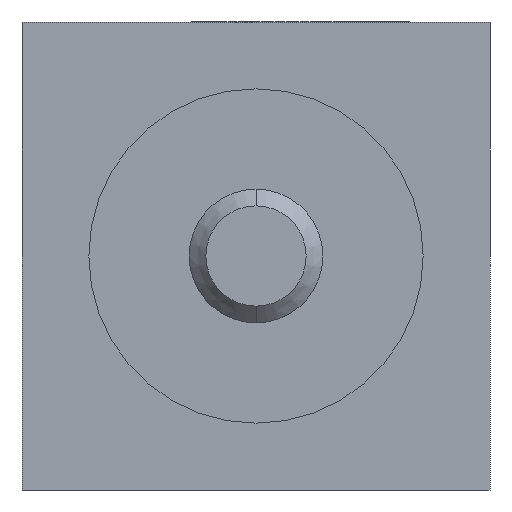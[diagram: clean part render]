
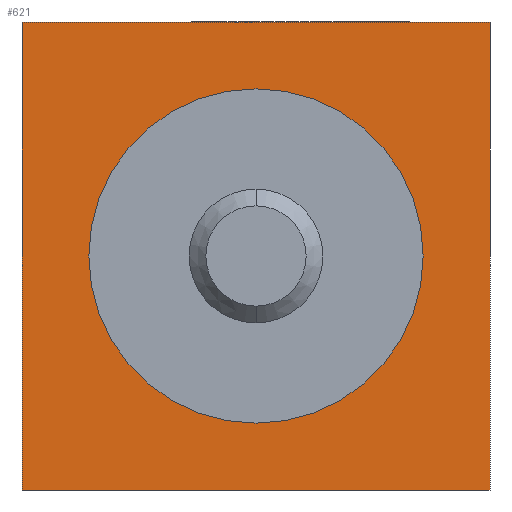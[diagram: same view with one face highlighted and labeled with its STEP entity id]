
A CAD part, front view. The second image highlights one B-rep face of the part: STEP entity #621.
In plain terms, the highlighted planar face has unit normal (0, -1, 0).
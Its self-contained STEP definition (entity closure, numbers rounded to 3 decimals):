
#31 = VERTEX_POINT ( 'NONE', #44 ) ;
#35 = DIRECTION ( 'NONE',  ( 0., -1., 0. ) ) ;
#44 = CARTESIAN_POINT ( 'NONE',  ( 7., 0., 7. ) ) ;
#56 = CARTESIAN_POINT ( 'NONE',  ( 7., 0., -7. ) ) ;
#61 = LINE ( 'NONE', #920, #479 ) ;
#78 = DIRECTION ( 'NONE',  ( 0., -1., 0. ) ) ;
#85 = ORIENTED_EDGE ( 'NONE', *, *, #387, .F. ) ;
#91 = VECTOR ( 'NONE', #1098, 1000. ) ;
#124 = DIRECTION ( 'NONE',  ( 0., 0., -1. ) ) ;
#134 = CIRCLE ( 'NONE', #708, 5. ) ;
#148 = ORIENTED_EDGE ( 'NONE', *, *, #496, .F. ) ;
#169 = DIRECTION ( 'NONE',  ( 0., 0., -1. ) ) ;
#177 = CARTESIAN_POINT ( 'NONE',  ( -7., 0., 7. ) ) ;
#213 = FACE_OUTER_BOUND ( 'NONE', #586, .T. ) ;
#223 = VERTEX_POINT ( 'NONE', #1156 ) ;
#235 = VERTEX_POINT ( 'NONE', #56 ) ;
#257 = CARTESIAN_POINT ( 'NONE',  ( -7., 0., 7. ) ) ;
#261 = CARTESIAN_POINT ( 'NONE',  ( -7., 0., 7. ) ) ;
#313 = VECTOR ( 'NONE', #124, 1000. ) ;
#345 = DIRECTION ( 'NONE',  ( 0., -1., 0. ) ) ;
#376 = EDGE_LOOP ( 'NONE', ( #148, #1102 ) ) ;
#379 = CARTESIAN_POINT ( 'NONE',  ( -7., 0., -7. ) ) ;
#386 = DIRECTION ( 'NONE',  ( 0., 0., -1. ) ) ;
#387 = EDGE_CURVE ( 'NONE', #235, #905, #61, .T. ) ;
#414 = LINE ( 'NONE', #177, #91 ) ;
#455 = CARTESIAN_POINT ( 'NONE',  ( -7., 0., -7. ) ) ;
#479 = VECTOR ( 'NONE', #1111, 1000. ) ;
#496 = EDGE_CURVE ( 'NONE', #223, #977, #1120, .T. ) ;
#564 = CARTESIAN_POINT ( 'NONE',  ( 7., 0., 7. ) ) ;
#569 = EDGE_CURVE ( 'NONE', #697, #31, #414, .T. ) ;
#586 = EDGE_LOOP ( 'NONE', ( #1196, #85, #728, #765 ) ) ;
#621 = ADVANCED_FACE ( 'NONE', ( #213, #1117 ), #633, .T. ) ;
#625 = DIRECTION ( 'NONE',  ( 0., 0., -1. ) ) ;
#633 = PLANE ( 'NONE',  #740 ) ;
#697 = VERTEX_POINT ( 'NONE', #257 ) ;
#708 = AXIS2_PLACEMENT_3D ( 'NONE', #898, #345, #625 ) ;
#728 = ORIENTED_EDGE ( 'NONE', *, *, #1025, .F. ) ;
#740 = AXIS2_PLACEMENT_3D ( 'NONE', #455, #78, #169 ) ;
#754 = CARTESIAN_POINT ( 'NONE',  ( 0., 0., 0. ) ) ;
#765 = ORIENTED_EDGE ( 'NONE', *, *, #569, .F. ) ;
#786 = EDGE_CURVE ( 'NONE', #905, #697, #961, .T. ) ;
#809 = LINE ( 'NONE', #564, #313 ) ;
#822 = DIRECTION ( 'NONE',  ( 0., 0., 1. ) ) ;
#898 = CARTESIAN_POINT ( 'NONE',  ( 0., 0., 0. ) ) ;
#905 = VERTEX_POINT ( 'NONE', #379 ) ;
#920 = CARTESIAN_POINT ( 'NONE',  ( -7., 0., -7. ) ) ;
#931 = VECTOR ( 'NONE', #822, 1000. ) ;
#961 = LINE ( 'NONE', #261, #931 ) ;
#966 = EDGE_CURVE ( 'NONE', #977, #223, #134, .T. ) ;
#977 = VERTEX_POINT ( 'NONE', #1191 ) ;
#987 = AXIS2_PLACEMENT_3D ( 'NONE', #754, #35, #386 ) ;
#1025 = EDGE_CURVE ( 'NONE', #31, #235, #809, .T. ) ;
#1098 = DIRECTION ( 'NONE',  ( 1., 0., 0. ) ) ;
#1102 = ORIENTED_EDGE ( 'NONE', *, *, #966, .F. ) ;
#1111 = DIRECTION ( 'NONE',  ( -1., 0., 0. ) ) ;
#1117 = FACE_BOUND ( 'NONE', #376, .T. ) ;
#1120 = CIRCLE ( 'NONE', #987, 5. ) ;
#1156 = CARTESIAN_POINT ( 'NONE',  ( 0., 0., 5. ) ) ;
#1191 = CARTESIAN_POINT ( 'NONE',  ( 0., 0., -5. ) ) ;
#1196 = ORIENTED_EDGE ( 'NONE', *, *, #786, .F. ) ;
